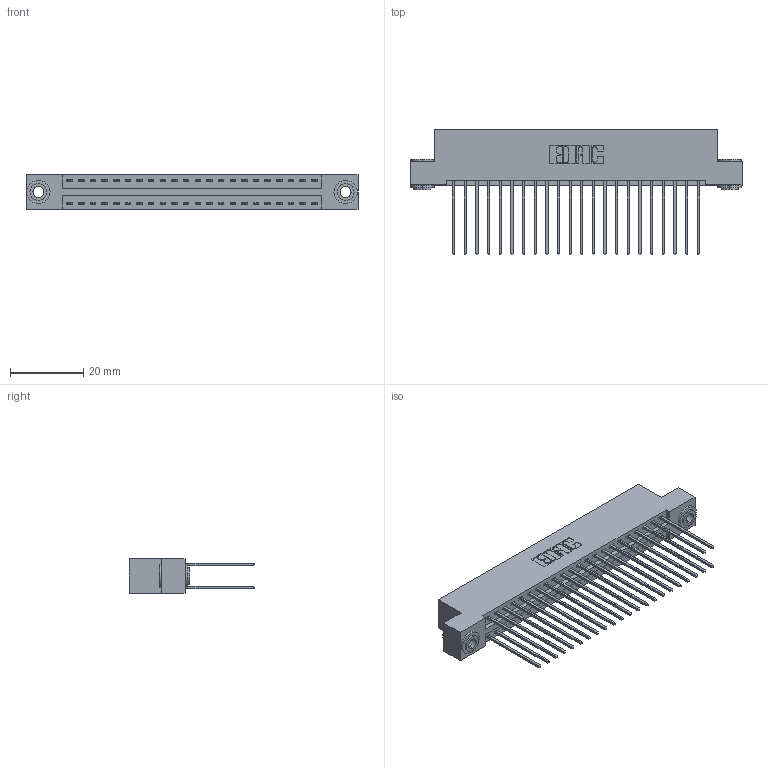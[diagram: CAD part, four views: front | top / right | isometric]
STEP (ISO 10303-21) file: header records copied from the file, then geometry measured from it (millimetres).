
FILE_DESCRIPTION (( 'STEP AP203' ), '1' );
FILE_NAME ('346-044-541-203.STEP', '2022-05-20T07:21:20', ( '' ), ( '' ), 'SwSTEP 2.0', 'SolidWorks 2020', '' );
FILE_SCHEMA (( 'CONFIG_CONTROL_DESIGN' ));
Length unit declared in the file: inch
Products named in the file (4): 345-250-002_345-250-002-102; 346 Part_Flush Mounting Lugs - 0.156 Dia-TH; 346-044-541-203; 345-292-001_345-293-141
Assembly tree (47 placements, depth 2):
  346-044-541-203
    346 Part_Flush Mounting Lugs - 0.156 Dia-TH
    345-292-001_345-293-141  x44
    345-250-002_345-250-002-102  x2
Bounding box: 90.42 x 34.29 x 9.4 mm (x, y, z)
Volume: 8915.9 mm3; surface area: 13400.4 mm2
Topology: 47 solids, 47 shells, 2462 faces, 7261 edges, 4778 vertices
Faces by surface type: plane 1640, cylinder 814, cone 8
Entity records: 18134 total; most frequent: CARTESIAN_POINT 2997, ORIENTED_EDGE 2922, DIRECTION 2723, EDGE_CURVE 1461, VECTOR 1217, LINE 1217, VERTEX_POINT 970, AXIS2_PLACEMENT_3D 753
